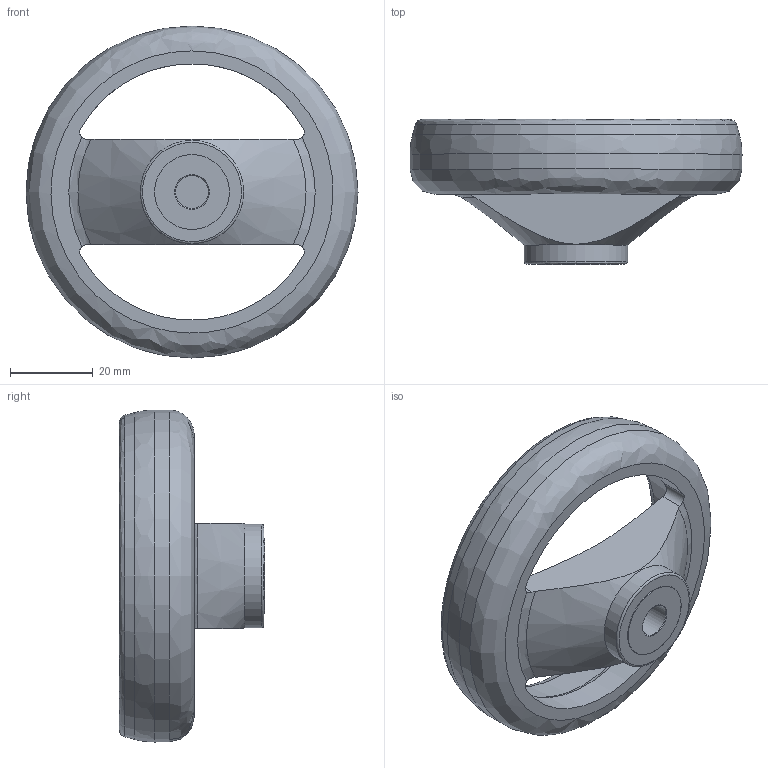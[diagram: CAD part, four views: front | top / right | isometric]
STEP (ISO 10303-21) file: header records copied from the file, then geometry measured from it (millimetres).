
FILE_DESCRIPTION (( 'STEP AP214' ), '1' );
FILE_NAME ('VRTP-80-A516.STEP', '2023-05-10T15:09:14', ( '' ), ( '' ), 'SwSTEP 2.0', 'SolidWorks 2021', '' );
FILE_SCHEMA (( 'AUTOMOTIVE_DESIGN' ));
Length unit declared in the file: inch
Products named in the file (1): VRTP-80-A516
Bounding box: 80.01 x 35.05 x 80.01 mm (x, y, z)
Volume: 49938.8 mm3; surface area: 15474.1 mm2
Topology: 1 solids, 1 shells, 33 faces, 86 edges, 55 vertices
Faces by surface type: cylinder 10, bspline 8, plane 8, cone 7
Full cylindrical faces by diameter (mm): 7.925 x1, 18.034 x1, 24.892 x1, 80.01 x1
Entity records: 1252 total; most frequent: CARTESIAN_POINT 570, ORIENTED_EDGE 124, DIRECTION 118, EDGE_CURVE 62, AXIS2_PLACEMENT_3D 55, EDGE_LOOP 54, VERTEX_POINT 48, FACE_OUTER_BOUND 43
